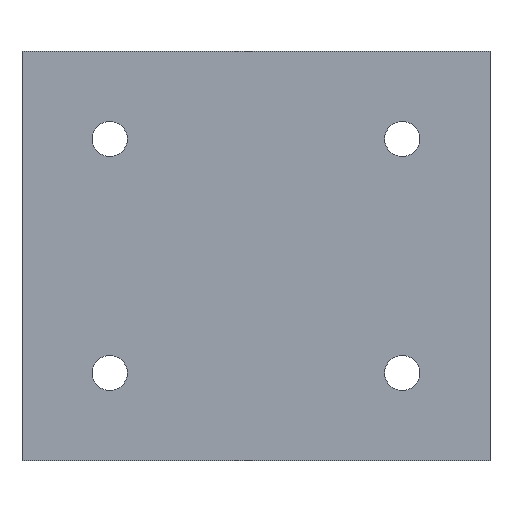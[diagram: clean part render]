
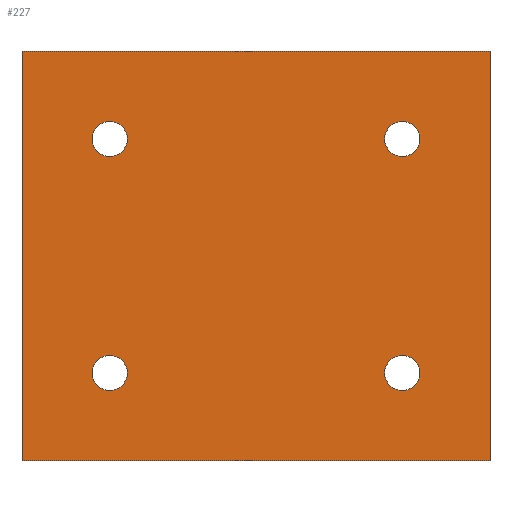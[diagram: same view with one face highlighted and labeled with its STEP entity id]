
A CAD part, front view. The second image highlights one B-rep face of the part: STEP entity #227.
In plain terms, the highlighted planar face has unit normal (0, -1, 0).
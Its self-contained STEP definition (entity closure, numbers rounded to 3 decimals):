
#9 = CARTESIAN_POINT ( 'NONE',  ( 22., 0., 20. ) ) ;
#11 = CIRCLE ( 'NONE', #572, 3. ) ;
#12 = CARTESIAN_POINT ( 'NONE',  ( -25., 0., -20. ) ) ;
#18 = AXIS2_PLACEMENT_3D ( 'NONE', #12, #644, #539 ) ;
#29 = DIRECTION ( 'NONE',  ( -1., 0., 0. ) ) ;
#34 = EDGE_CURVE ( 'NONE', #114, #300, #555, .T. ) ;
#45 = EDGE_LOOP ( 'NONE', ( #353, #571 ) ) ;
#52 = DIRECTION ( 'NONE',  ( 0., 1., 0. ) ) ;
#56 = DIRECTION ( 'NONE',  ( 1., 0., 0. ) ) ;
#63 = VERTEX_POINT ( 'NONE', #500 ) ;
#66 = FACE_BOUND ( 'NONE', #205, .T. ) ;
#71 = PLANE ( 'NONE',  #134 ) ;
#84 = CARTESIAN_POINT ( 'NONE',  ( 40., 0., -35. ) ) ;
#106 = CIRCLE ( 'NONE', #491, 3. ) ;
#107 = CARTESIAN_POINT ( 'NONE',  ( -28., 0., -20. ) ) ;
#111 = VERTEX_POINT ( 'NONE', #360 ) ;
#112 = FACE_OUTER_BOUND ( 'NONE', #163, .T. ) ;
#114 = VERTEX_POINT ( 'NONE', #107 ) ;
#116 = CIRCLE ( 'NONE', #221, 3. ) ;
#122 = DIRECTION ( 'NONE',  ( 1., 0., 0. ) ) ;
#134 = AXIS2_PLACEMENT_3D ( 'NONE', #273, #379, #648 ) ;
#135 = EDGE_CURVE ( 'NONE', #381, #304, #252, .T. ) ;
#138 = DIRECTION ( 'NONE',  ( 1., 0., 0. ) ) ;
#140 = DIRECTION ( 'NONE',  ( 1., 0., 0. ) ) ;
#150 = VERTEX_POINT ( 'NONE', #261 ) ;
#155 = EDGE_CURVE ( 'NONE', #219, #314, #116, .T. ) ;
#156 = DIRECTION ( 'NONE',  ( 0., 1., 0. ) ) ;
#163 = EDGE_LOOP ( 'NONE', ( #428, #232, #481, #329 ) ) ;
#171 = LINE ( 'NONE', #330, #197 ) ;
#172 = ORIENTED_EDGE ( 'NONE', *, *, #625, .T. ) ;
#179 = DIRECTION ( 'NONE',  ( 0., 1., 0. ) ) ;
#187 = LINE ( 'NONE', #84, #363 ) ;
#190 = DIRECTION ( 'NONE',  ( 0., 0., -1. ) ) ;
#192 = VECTOR ( 'NONE', #122, 1000. ) ;
#196 = ORIENTED_EDGE ( 'NONE', *, *, #135, .T. ) ;
#197 = VECTOR ( 'NONE', #581, 1000. ) ;
#205 = EDGE_LOOP ( 'NONE', ( #196, #172 ) ) ;
#211 = CARTESIAN_POINT ( 'NONE',  ( 40., 0., -35. ) ) ;
#219 = VERTEX_POINT ( 'NONE', #220 ) ;
#220 = CARTESIAN_POINT ( 'NONE',  ( -28., 0., 20. ) ) ;
#221 = AXIS2_PLACEMENT_3D ( 'NONE', #476, #355, #683 ) ;
#227 = ADVANCED_FACE ( 'PLANAR_1', ( #641, #328, #112, #541, #66 ), #71, .F. ) ;
#232 = ORIENTED_EDGE ( 'NONE', *, *, #493, .F. ) ;
#237 = DIRECTION ( 'NONE',  ( 0., 1., 0. ) ) ;
#238 = ORIENTED_EDGE ( 'NONE', *, *, #638, .T. ) ;
#241 = VERTEX_POINT ( 'NONE', #211 ) ;
#244 = EDGE_CURVE ( 'NONE', #63, #369, #171, .T. ) ;
#252 = CIRCLE ( 'NONE', #400, 3. ) ;
#258 = AXIS2_PLACEMENT_3D ( 'NONE', #509, #179, #667 ) ;
#261 = CARTESIAN_POINT ( 'NONE',  ( 28., 0., -20. ) ) ;
#273 = CARTESIAN_POINT ( 'NONE',  ( -40., 0., 35. ) ) ;
#278 = CARTESIAN_POINT ( 'NONE',  ( -22., 0., -20. ) ) ;
#280 = CARTESIAN_POINT ( 'NONE',  ( 28., 0., 20. ) ) ;
#300 = VERTEX_POINT ( 'NONE', #278 ) ;
#304 = VERTEX_POINT ( 'NONE', #9 ) ;
#305 = EDGE_CURVE ( 'NONE', #300, #114, #421, .T. ) ;
#310 = EDGE_LOOP ( 'NONE', ( #333, #238 ) ) ;
#314 = VERTEX_POINT ( 'NONE', #433 ) ;
#315 = VERTEX_POINT ( 'NONE', #594 ) ;
#320 = CARTESIAN_POINT ( 'NONE',  ( -40., 0., 35. ) ) ;
#328 = FACE_BOUND ( 'NONE', #45, .T. ) ;
#329 = ORIENTED_EDGE ( 'NONE', *, *, #331, .F. ) ;
#330 = CARTESIAN_POINT ( 'NONE',  ( -40., 0., -35. ) ) ;
#331 = EDGE_CURVE ( 'NONE', #369, #111, #442, .T. ) ;
#333 = ORIENTED_EDGE ( 'NONE', *, *, #614, .T. ) ;
#350 = CARTESIAN_POINT ( 'NONE',  ( 40., 0., 35. ) ) ;
#353 = ORIENTED_EDGE ( 'NONE', *, *, #305, .T. ) ;
#354 = LINE ( 'NONE', #350, #609 ) ;
#355 = DIRECTION ( 'NONE',  ( 0., 1., 0. ) ) ;
#360 = CARTESIAN_POINT ( 'NONE',  ( 40., 0., 35. ) ) ;
#363 = VECTOR ( 'NONE', #29, 1000. ) ;
#369 = VERTEX_POINT ( 'NONE', #649 ) ;
#379 = DIRECTION ( 'NONE',  ( 0., 1., 0. ) ) ;
#381 = VERTEX_POINT ( 'NONE', #280 ) ;
#382 = AXIS2_PLACEMENT_3D ( 'NONE', #573, #475, #140 ) ;
#392 = AXIS2_PLACEMENT_3D ( 'NONE', #568, #156, #405 ) ;
#393 = CARTESIAN_POINT ( 'NONE',  ( -25., 0., 20. ) ) ;
#400 = AXIS2_PLACEMENT_3D ( 'NONE', #627, #52, #56 ) ;
#405 = DIRECTION ( 'NONE',  ( 1., 0., 0. ) ) ;
#420 = ORIENTED_EDGE ( 'NONE', *, *, #155, .T. ) ;
#421 = CIRCLE ( 'NONE', #18, 3. ) ;
#428 = ORIENTED_EDGE ( 'NONE', *, *, #244, .F. ) ;
#430 = CIRCLE ( 'NONE', #382, 3. ) ;
#433 = CARTESIAN_POINT ( 'NONE',  ( -22., 0., 20. ) ) ;
#442 = LINE ( 'NONE', #320, #192 ) ;
#463 = DIRECTION ( 'NONE',  ( 0., 1., 0. ) ) ;
#472 = CIRCLE ( 'NONE', #392, 3. ) ;
#475 = DIRECTION ( 'NONE',  ( 0., 1., 0. ) ) ;
#476 = CARTESIAN_POINT ( 'NONE',  ( -25., 0., 20. ) ) ;
#481 = ORIENTED_EDGE ( 'NONE', *, *, #663, .F. ) ;
#491 = AXIS2_PLACEMENT_3D ( 'NONE', #621, #463, #528 ) ;
#493 = EDGE_CURVE ( 'NONE', #241, #63, #187, .T. ) ;
#500 = CARTESIAN_POINT ( 'NONE',  ( -40., 0., -35. ) ) ;
#509 = CARTESIAN_POINT ( 'NONE',  ( -25., 0., -20. ) ) ;
#512 = EDGE_CURVE ( 'NONE', #314, #219, #11, .T. ) ;
#516 = ORIENTED_EDGE ( 'NONE', *, *, #512, .T. ) ;
#528 = DIRECTION ( 'NONE',  ( 1., 0., 0. ) ) ;
#539 = DIRECTION ( 'NONE',  ( 1., 0., 0. ) ) ;
#540 = EDGE_LOOP ( 'NONE', ( #516, #420 ) ) ;
#541 = FACE_BOUND ( 'NONE', #310, .T. ) ;
#555 = CIRCLE ( 'NONE', #258, 3. ) ;
#568 = CARTESIAN_POINT ( 'NONE',  ( 25., 0., -20. ) ) ;
#571 = ORIENTED_EDGE ( 'NONE', *, *, #34, .T. ) ;
#572 = AXIS2_PLACEMENT_3D ( 'NONE', #393, #237, #138 ) ;
#573 = CARTESIAN_POINT ( 'NONE',  ( 25., 0., -20. ) ) ;
#581 = DIRECTION ( 'NONE',  ( 0., 0., 1. ) ) ;
#594 = CARTESIAN_POINT ( 'NONE',  ( 22., 0., -20. ) ) ;
#609 = VECTOR ( 'NONE', #190, 1000. ) ;
#614 = EDGE_CURVE ( 'NONE', #150, #315, #472, .T. ) ;
#621 = CARTESIAN_POINT ( 'NONE',  ( 25., 0., 20. ) ) ;
#625 = EDGE_CURVE ( 'NONE', #304, #381, #106, .T. ) ;
#627 = CARTESIAN_POINT ( 'NONE',  ( 25., 0., 20. ) ) ;
#638 = EDGE_CURVE ( 'NONE', #315, #150, #430, .T. ) ;
#641 = FACE_BOUND ( 'NONE', #540, .T. ) ;
#644 = DIRECTION ( 'NONE',  ( 0., 1., 0. ) ) ;
#648 = DIRECTION ( 'NONE',  ( 1., 0., 0. ) ) ;
#649 = CARTESIAN_POINT ( 'NONE',  ( -40., 0., 35. ) ) ;
#663 = EDGE_CURVE ( 'NONE', #111, #241, #354, .T. ) ;
#667 = DIRECTION ( 'NONE',  ( 1., 0., 0. ) ) ;
#683 = DIRECTION ( 'NONE',  ( 1., 0., 0. ) ) ;
